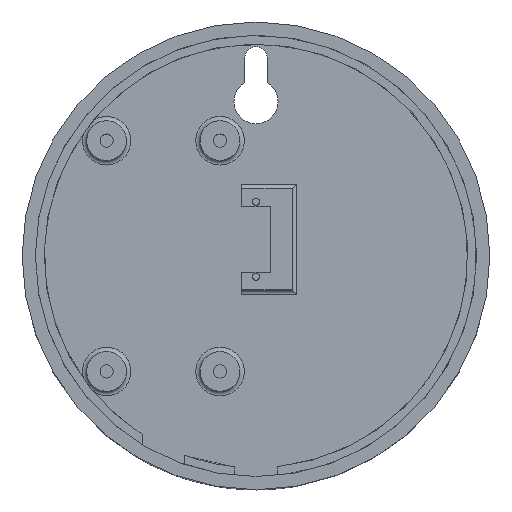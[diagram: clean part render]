
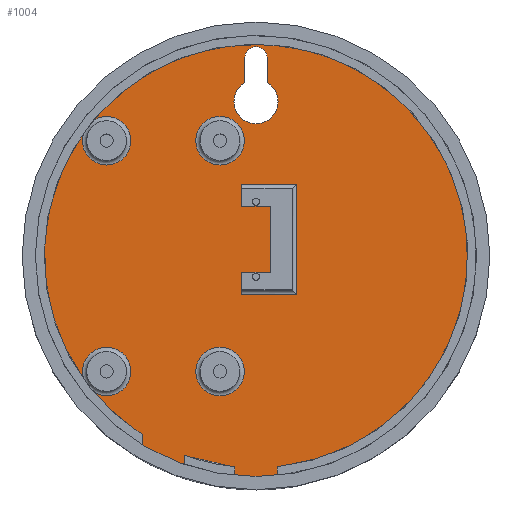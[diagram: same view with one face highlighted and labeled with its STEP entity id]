
A CAD part, top view. The second image highlights one B-rep face of the part: STEP entity #1004.
In plain terms, the highlighted planar face has unit normal (0, 0, 1).
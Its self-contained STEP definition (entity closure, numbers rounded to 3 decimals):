
#28=PLANE('',#1070);
#58=FACE_BOUND('',#212,.T.);
#59=FACE_BOUND('',#213,.T.);
#60=FACE_BOUND('',#214,.T.);
#61=FACE_BOUND('',#215,.T.);
#62=FACE_BOUND('',#216,.T.);
#63=FACE_BOUND('',#217,.T.);
#147=FACE_OUTER_BOUND('',#211,.T.);
#211=EDGE_LOOP('',(#766));
#212=EDGE_LOOP('',(#767));
#213=EDGE_LOOP('',(#768));
#214=EDGE_LOOP('',(#769,#770,#771,#772));
#215=EDGE_LOOP('',(#773,#774,#775,#776,#777,#778,#779,#780));
#216=EDGE_LOOP('',(#781));
#217=EDGE_LOOP('',(#782));
#279=LINE('',#2509,#330);
#281=LINE('',#2517,#332);
#284=LINE('',#2526,#335);
#285=LINE('',#2538,#336);
#286=LINE('',#2541,#337);
#287=LINE('',#2543,#338);
#288=LINE('',#2545,#339);
#289=LINE('',#2547,#340);
#290=LINE('',#2549,#341);
#291=LINE('',#2550,#342);
#330=VECTOR('',#1193,10.);
#332=VECTOR('',#1201,10.);
#335=VECTOR('',#1210,10.);
#336=VECTOR('',#1221,10.);
#337=VECTOR('',#1224,10.);
#338=VECTOR('',#1225,10.);
#339=VECTOR('',#1226,10.);
#340=VECTOR('',#1227,10.);
#341=VECTOR('',#1228,10.);
#342=VECTOR('',#1229,10.);
#382=CIRCLE('',#1071,50.);
#383=CIRCLE('',#1072,5.5);
#384=CIRCLE('',#1073,5.5);
#385=CIRCLE('',#1074,2.5);
#386=CIRCLE('',#1075,5.);
#387=CIRCLE('',#1076,5.5);
#388=CIRCLE('',#1077,5.5);
#477=VERTEX_POINT('',#2507);
#478=VERTEX_POINT('',#2508);
#481=VERTEX_POINT('',#2516);
#484=VERTEX_POINT('',#2524);
#485=VERTEX_POINT('',#2528);
#486=VERTEX_POINT('',#2530);
#487=VERTEX_POINT('',#2532);
#488=VERTEX_POINT('',#2534);
#489=VERTEX_POINT('',#2535);
#490=VERTEX_POINT('',#2537);
#491=VERTEX_POINT('',#2539);
#492=VERTEX_POINT('',#2542);
#493=VERTEX_POINT('',#2544);
#494=VERTEX_POINT('',#2546);
#495=VERTEX_POINT('',#2548);
#496=VERTEX_POINT('',#2551);
#497=VERTEX_POINT('',#2553);
#588=EDGE_CURVE('',#477,#478,#279,.T.);
#592=EDGE_CURVE('',#478,#481,#281,.T.);
#597=EDGE_CURVE('',#484,#477,#284,.T.);
#598=EDGE_CURVE('',#485,#485,#382,.T.);
#599=EDGE_CURVE('',#486,#486,#383,.T.);
#600=EDGE_CURVE('',#487,#487,#384,.T.);
#601=EDGE_CURVE('',#488,#489,#385,.T.);
#602=EDGE_CURVE('',#489,#490,#285,.T.);
#603=EDGE_CURVE('',#490,#491,#386,.T.);
#604=EDGE_CURVE('',#491,#488,#286,.T.);
#605=EDGE_CURVE('',#492,#481,#287,.T.);
#606=EDGE_CURVE('',#484,#493,#288,.T.);
#607=EDGE_CURVE('',#493,#494,#289,.T.);
#608=EDGE_CURVE('',#494,#495,#290,.T.);
#609=EDGE_CURVE('',#495,#492,#291,.T.);
#610=EDGE_CURVE('',#496,#496,#387,.T.);
#611=EDGE_CURVE('',#497,#497,#388,.T.);
#766=ORIENTED_EDGE('',*,*,#598,.T.);
#767=ORIENTED_EDGE('',*,*,#599,.F.);
#768=ORIENTED_EDGE('',*,*,#600,.F.);
#769=ORIENTED_EDGE('',*,*,#601,.T.);
#770=ORIENTED_EDGE('',*,*,#602,.T.);
#771=ORIENTED_EDGE('',*,*,#603,.T.);
#772=ORIENTED_EDGE('',*,*,#604,.T.);
#773=ORIENTED_EDGE('',*,*,#605,.T.);
#774=ORIENTED_EDGE('',*,*,#592,.F.);
#775=ORIENTED_EDGE('',*,*,#588,.F.);
#776=ORIENTED_EDGE('',*,*,#597,.F.);
#777=ORIENTED_EDGE('',*,*,#606,.T.);
#778=ORIENTED_EDGE('',*,*,#607,.T.);
#779=ORIENTED_EDGE('',*,*,#608,.T.);
#780=ORIENTED_EDGE('',*,*,#609,.T.);
#781=ORIENTED_EDGE('',*,*,#610,.F.);
#782=ORIENTED_EDGE('',*,*,#611,.F.);
#1004=ADVANCED_FACE('',(#147,#58,#59,#60,#61,#62,#63),#28,.T.);
#1070=AXIS2_PLACEMENT_3D('',#2527,#1211,#1212);
#1071=AXIS2_PLACEMENT_3D('',#2529,#1213,#1214);
#1072=AXIS2_PLACEMENT_3D('',#2531,#1215,#1216);
#1073=AXIS2_PLACEMENT_3D('',#2533,#1217,#1218);
#1074=AXIS2_PLACEMENT_3D('',#2536,#1219,#1220);
#1075=AXIS2_PLACEMENT_3D('',#2540,#1222,#1223);
#1076=AXIS2_PLACEMENT_3D('',#2552,#1230,#1231);
#1077=AXIS2_PLACEMENT_3D('',#2554,#1232,#1233);
#1193=DIRECTION('',(0.,1.,0.));
#1201=DIRECTION('',(-1.,0.,0.));
#1210=DIRECTION('',(1.,0.,0.));
#1211=DIRECTION('center_axis',(0.,0.,1.));
#1212=DIRECTION('ref_axis',(1.,0.,0.));
#1213=DIRECTION('center_axis',(0.,0.,1.));
#1214=DIRECTION('ref_axis',(1.,0.,0.));
#1215=DIRECTION('center_axis',(0.,0.,1.));
#1216=DIRECTION('ref_axis',(1.,0.,0.));
#1217=DIRECTION('center_axis',(0.,0.,1.));
#1218=DIRECTION('ref_axis',(1.,0.,0.));
#1219=DIRECTION('center_axis',(0.,0.,-1.));
#1220=DIRECTION('ref_axis',(1.,0.,0.));
#1221=DIRECTION('',(0.,-1.,0.));
#1222=DIRECTION('center_axis',(0.,0.,-1.));
#1223=DIRECTION('ref_axis',(-0.5,0.866,0.));
#1224=DIRECTION('',(0.,1.,0.));
#1225=DIRECTION('',(0.,1.,0.));
#1226=DIRECTION('',(0.,1.,0.));
#1227=DIRECTION('',(1.,0.,0.));
#1228=DIRECTION('',(0.,1.,0.));
#1229=DIRECTION('',(-1.,0.,0.));
#1230=DIRECTION('center_axis',(0.,0.,1.));
#1231=DIRECTION('ref_axis',(1.,0.,0.));
#1232=DIRECTION('center_axis',(0.,0.,1.));
#1233=DIRECTION('ref_axis',(1.,0.,0.));
#2507=CARTESIAN_POINT('',(9.25,-8.7,2.));
#2508=CARTESIAN_POINT('',(9.25,16.3,2.));
#2509=CARTESIAN_POINT('',(9.25,-3.85,2.));
#2516=CARTESIAN_POINT('',(-3.25,16.3,2.));
#2517=CARTESIAN_POINT('',(4.125,16.3,2.));
#2524=CARTESIAN_POINT('',(-3.25,-8.7,2.));
#2526=CARTESIAN_POINT('',(-1.625,-8.7,2.));
#2527=CARTESIAN_POINT('Origin',(0.,0.,2.));
#2528=CARTESIAN_POINT('',(-50.,0.,2.));
#2529=CARTESIAN_POINT('Origin',(0.,0.,2.));
#2530=CARTESIAN_POINT('',(-2.65,26.15,2.));
#2531=CARTESIAN_POINT('Origin',(-8.15,26.15,2.));
#2532=CARTESIAN_POINT('',(-28.35,-26.15,2.));
#2533=CARTESIAN_POINT('Origin',(-33.85,-26.15,2.));
#2534=CARTESIAN_POINT('',(-2.5,45.,2.));
#2535=CARTESIAN_POINT('',(2.5,45.,2.));
#2536=CARTESIAN_POINT('Origin',(0.,45.,
2.));
#2537=CARTESIAN_POINT('',(2.5,39.33,2.));
#2538=CARTESIAN_POINT('',(2.5,45.,2.));
#2539=CARTESIAN_POINT('',(-2.5,39.33,2.));
#2540=CARTESIAN_POINT('Origin',(0.,35.,
2.));
#2541=CARTESIAN_POINT('',(-2.5,45.,2.));
#2542=CARTESIAN_POINT('',(-3.25,11.3,2.));
#2543=CARTESIAN_POINT('',(-3.25,7.65,2.));
#2544=CARTESIAN_POINT('',(-3.25,-3.7,2.));
#2545=CARTESIAN_POINT('',(-3.25,-1.85,2.));
#2546=CARTESIAN_POINT('',(3.25,-3.7,2.));
#2547=CARTESIAN_POINT('',(1.625,-3.7,2.));
#2548=CARTESIAN_POINT('',(3.25,11.3,2.));
#2549=CARTESIAN_POINT('',(3.25,5.65,2.));
#2550=CARTESIAN_POINT('',(-1.625,11.3,2.));
#2551=CARTESIAN_POINT('',(-28.35,26.15,2.));
#2552=CARTESIAN_POINT('Origin',(-33.85,26.15,2.));
#2553=CARTESIAN_POINT('',(-2.65,-26.15,2.));
#2554=CARTESIAN_POINT('Origin',(-8.15,-26.15,2.));
